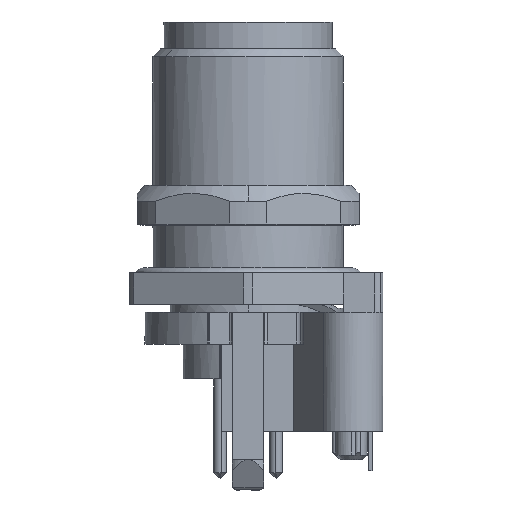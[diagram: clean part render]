
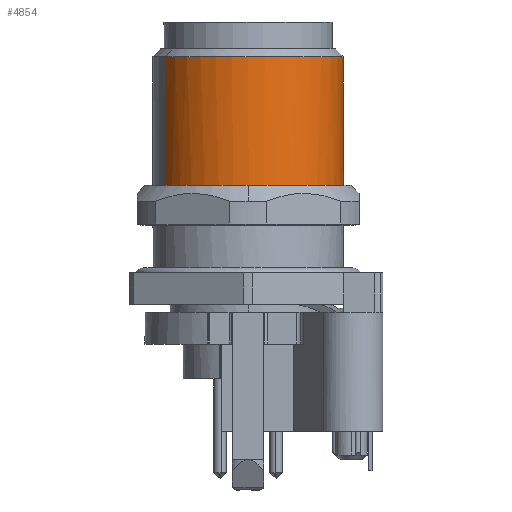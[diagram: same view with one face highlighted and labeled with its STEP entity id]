
A CAD part, left-side view. The second image highlights one B-rep face of the part: STEP entity #4854.
In plain terms, the highlighted cylindrical face has radius 6 mm (diameter 12 mm), a partial arc.
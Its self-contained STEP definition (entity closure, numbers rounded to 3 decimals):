
#2384=AXIS2_PLACEMENT_3D('Circle Axis2P3D',#2382,#2383,$) ;
#4815=AXIS2_PLACEMENT_3D('Cylinder Axis2P3D',#4812,#4813,#4814) ;
#2372=CARTESIAN_POINT('Vertex',(12.47,3.304,27.3)) ;
#2379=CARTESIAN_POINT('Vertex',(6.47,13.696,27.3)) ;
#2382=CARTESIAN_POINT('Axis2P3D Location',(9.47,8.5,27.3)) ;
#4812=CARTESIAN_POINT('Axis2P3D Location',(9.47,8.5,20.75)) ;
#4817=CARTESIAN_POINT('Line Origine',(6.47,13.696,20.75)) ;
#4821=CARTESIAN_POINT('Vertex',(6.47,13.696,19.2)) ;
#4825=CARTESIAN_POINT('Control Point',(12.47,3.304,19.2)) ;
#4826=CARTESIAN_POINT('Control Point',(11.654,2.833,19.2)) ;
#4827=CARTESIAN_POINT('Control Point',(10.745,2.522,19.2)) ;
#4828=CARTESIAN_POINT('Control Point',(9.786,2.395,19.2)) ;
#4829=CARTESIAN_POINT('Control Point',(7.869,2.526,19.2)) ;
#4830=CARTESIAN_POINT('Control Point',(6.144,3.371,19.2)) ;
#4831=CARTESIAN_POINT('Control Point',(5.377,3.96,19.2)) ;
#4832=CARTESIAN_POINT('Control Point',(4.114,5.407,19.2)) ;
#4833=CARTESIAN_POINT('Control Point',(3.492,7.225,19.2)) ;
#4834=CARTESIAN_POINT('Control Point',(3.366,8.184,19.2)) ;
#4835=CARTESIAN_POINT('Control Point',(3.496,10.101,19.2)) ;
#4836=CARTESIAN_POINT('Control Point',(4.341,11.826,19.2)) ;
#4837=CARTESIAN_POINT('Control Point',(4.93,12.593,19.2)) ;
#4838=CARTESIAN_POINT('Control Point',(5.654,13.225,19.2)) ;
#4839=CARTESIAN_POINT('Control Point',(6.47,13.696,19.2)) ;
#4840=CARTESIAN_POINT('Vertex',(12.47,3.304,19.2)) ;
#4843=CARTESIAN_POINT('Line Origine',(12.47,3.304,20.75)) ;
#2383=DIRECTION('Axis2P3D Direction',(0.,0.,-1.)) ;
#4813=DIRECTION('Axis2P3D Direction',(0.,0.,1.)) ;
#4814=DIRECTION('Axis2P3D XDirection',(-0.5,0.866,0.)) ;
#4818=DIRECTION('Vector Direction',(0.,0.,1.)) ;
#4844=DIRECTION('Vector Direction',(0.,0.,1.)) ;
#4819=VECTOR('Line Direction',#4818,1.) ;
#4845=VECTOR('Line Direction',#4844,1.) ;
#4849=ORIENTED_EDGE('',*,*,#4823,.T.) ;
#4850=ORIENTED_EDGE('',*,*,#4842,.F.) ;
#4851=ORIENTED_EDGE('',*,*,#4847,.T.) ;
#4852=ORIENTED_EDGE('',*,*,#2386,.F.) ;
#4854=ADVANCED_FACE('V1',(#4853),#4816,.T.) ;
#4824=B_SPLINE_CURVE_WITH_KNOTS('',5,(#4825,#4826,#4827,#4828,#4829,#4830,#4831,#4832,#4833,#4834,#4835,#4836,#4837,#4838,#4839),.UNSPECIFIED.,.F.,.U.,(6,3,3,3,6),(-9.425,-4.712,0.,4.712,9.425),.UNSPECIFIED.) ;
#2385=CIRCLE('generated circle',#2384,6.) ;
#4816=CYLINDRICAL_SURFACE('generated cylinder',#4815,6.) ;
#2386=EDGE_CURVE('',#2380,#2373,#2385,.F.) ;
#4823=EDGE_CURVE('',#2380,#4822,#4820,.F.) ;
#4842=EDGE_CURVE('',#4841,#4822,#4824,.T.) ;
#4847=EDGE_CURVE('',#4841,#2373,#4846,.T.) ;
#4848=EDGE_LOOP('',(#4849,#4850,#4851,#4852)) ;
#4853=FACE_OUTER_BOUND('',#4848,.T.) ;
#4820=LINE('Line',#4817,#4819) ;
#4846=LINE('Line',#4843,#4845) ;
#2373=VERTEX_POINT('',#2372) ;
#2380=VERTEX_POINT('',#2379) ;
#4822=VERTEX_POINT('',#4821) ;
#4841=VERTEX_POINT('',#4840) ;
